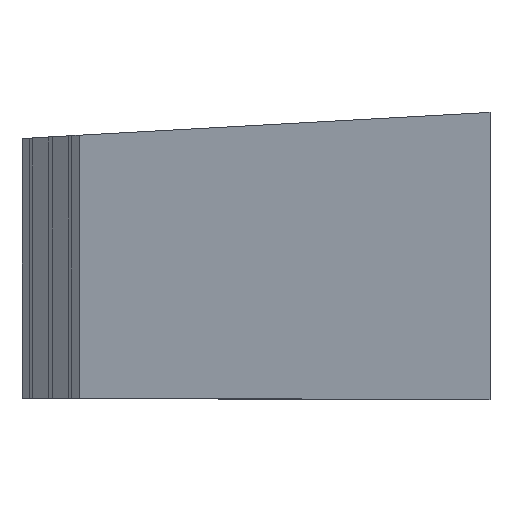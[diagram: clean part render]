
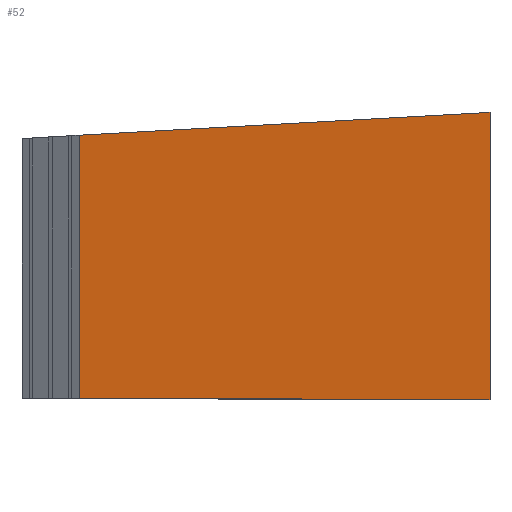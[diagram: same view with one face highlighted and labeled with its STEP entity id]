
A CAD part, top view. The second image highlights one B-rep face of the part: STEP entity #52.
In plain terms, the highlighted planar face has unit normal (0.851, 0, 0.526).
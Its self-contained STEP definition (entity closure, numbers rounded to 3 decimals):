
#52 = ADVANCED_FACE('',(#53),#67,.T.);
#53 = FACE_BOUND('',#54,.T.);
#54 = EDGE_LOOP('',(#55,#88,#114,#140));
#55 = ORIENTED_EDGE('',*,*,#56,.F.);
#56 = EDGE_CURVE('',#57,#59,#61,.T.);
#57 = VERTEX_POINT('',#58);
#58 = CARTESIAN_POINT('',(12634.907,641.934,
    2940.044));
#59 = VERTEX_POINT('',#60);
#60 = CARTESIAN_POINT('',(12634.907,0.,2940.044));
#61 = SURFACE_CURVE('',#62,(#66,#77),.PCURVE_S1.);
#62 = LINE('',#63,#64);
#63 = CARTESIAN_POINT('',(12634.907,0.,2940.044));
#64 = VECTOR('',#65,1.);
#65 = DIRECTION('',(0.,-1.,0.));
#66 = PCURVE('',#67,#72);
#67 = PLANE('',#68);
#68 = AXIS2_PLACEMENT_3D('',#69,#70,#71);
#69 = CARTESIAN_POINT('',(10457.485,0.,6463.149));
#70 = DIRECTION('',(0.851,0.,0.526));
#71 = DIRECTION('',(0.,-1.,0.));
#72 = DEFINITIONAL_REPRESENTATION('',(#73),#76);
#73 = B_SPLINE_CURVE_WITH_KNOTS('',1,(#74,#75),.UNSPECIFIED.,.F.,.F.,(2,
    2),(-12000000.,12000000.),.PIECEWISE_BEZIER_KNOTS.);
#74 = CARTESIAN_POINT('',(-12000000.,4141.67));
#75 = CARTESIAN_POINT('',(12000000.,4141.67));
#76 = ( GEOMETRIC_REPRESENTATION_CONTEXT(2) 
PARAMETRIC_REPRESENTATION_CONTEXT() REPRESENTATION_CONTEXT('2D SPACE',''
  ) );
#77 = PCURVE('',#78,#83);
#78 = PLANE('',#79);
#79 = AXIS2_PLACEMENT_3D('',#80,#81,#82);
#80 = CARTESIAN_POINT('',(1262.825,0.,-2594.694));
#81 = DIRECTION('',(0.438,0.,-0.899));
#82 = DIRECTION('',(0.,-1.,0.));
#83 = DEFINITIONAL_REPRESENTATION('',(#84),#87);
#84 = B_SPLINE_CURVE_WITH_KNOTS('',1,(#85,#86),.UNSPECIFIED.,.F.,.F.,(2,
    2),(-12000000.,12000000.),.PIECEWISE_BEZIER_KNOTS.);
#85 = CARTESIAN_POINT('',(-12000000.,-12647.433));
#86 = CARTESIAN_POINT('',(12000000.,-12647.433));
#87 = ( GEOMETRIC_REPRESENTATION_CONTEXT(2) 
PARAMETRIC_REPRESENTATION_CONTEXT() REPRESENTATION_CONTEXT('2D SPACE',''
  ) );
#88 = ORIENTED_EDGE('',*,*,#89,.T.);
#89 = EDGE_CURVE('',#57,#90,#92,.T.);
#90 = VERTEX_POINT('',#91);
#91 = CARTESIAN_POINT('',(11716.172,588.423,
    4426.573));
#92 = SURFACE_CURVE('',#93,(#97,#103),.PCURVE_S1.);
#93 = LINE('',#94,#95);
#94 = CARTESIAN_POINT('',(9586.019,464.356,
    7873.196));
#95 = VECTOR('',#96,1.);
#96 = DIRECTION('',(-0.525,-0.031,0.85));
#97 = PCURVE('',#67,#98);
#98 = DEFINITIONAL_REPRESENTATION('',(#99),#102);
#99 = B_SPLINE_CURVE_WITH_KNOTS('',1,(#100,#101),.UNSPECIFIED.,.F.,.F.,(
    2,2),(-5976.837,-3878.826),
  .PIECEWISE_BEZIER_KNOTS.);
#100 = CARTESIAN_POINT('',(-647.285,4316.423));
#101 = CARTESIAN_POINT('',(-583.072,2219.394));
#102 = ( GEOMETRIC_REPRESENTATION_CONTEXT(2) 
PARAMETRIC_REPRESENTATION_CONTEXT() REPRESENTATION_CONTEXT('2D SPACE',''
  ) );
#103 = PCURVE('',#104,#109);
#104 = PLANE('',#105);
#105 = AXIS2_PLACEMENT_3D('',#106,#107,#108);
#106 = CARTESIAN_POINT('',(-11761.655,-779.004,
    -3433.355));
#107 = DIRECTION('',(0.058,-0.998,0.));
#108 = DIRECTION('',(0.,0.,-1.));
#109 = DEFINITIONAL_REPRESENTATION('',(#110),#113);
#110 = B_SPLINE_CURVE_WITH_KNOTS('',1,(#111,#112),.UNSPECIFIED.,.F.,.F.,
  (2,2),(-5976.837,-3878.826),
  .PIECEWISE_BEZIER_KNOTS.);
#111 = CARTESIAN_POINT('',(-6224.746,24529.937));
#112 = CARTESIAN_POINT('',(-8008.581,23425.586));
#113 = ( GEOMETRIC_REPRESENTATION_CONTEXT(2) 
PARAMETRIC_REPRESENTATION_CONTEXT() REPRESENTATION_CONTEXT('2D SPACE',''
  ) );
#114 = ORIENTED_EDGE('',*,*,#115,.T.);
#115 = EDGE_CURVE('',#90,#116,#118,.T.);
#116 = VERTEX_POINT('',#117);
#117 = CARTESIAN_POINT('',(11716.172,0.,4426.573));
#118 = SURFACE_CURVE('',#119,(#123,#129),.PCURVE_S1.);
#119 = LINE('',#120,#121);
#120 = CARTESIAN_POINT('',(11716.172,0.,4426.573));
#121 = VECTOR('',#122,1.);
#122 = DIRECTION('',(0.,-1.,0.));
#123 = PCURVE('',#67,#124);
#124 = DEFINITIONAL_REPRESENTATION('',(#125),#128);
#125 = B_SPLINE_CURVE_WITH_KNOTS('',1,(#126,#127),.UNSPECIFIED.,.F.,.F.,
  (2,2),(-12000000.,12000000.),.PIECEWISE_BEZIER_KNOTS.);
#126 = CARTESIAN_POINT('',(-12000000.,2394.146));
#127 = CARTESIAN_POINT('',(12000000.,2394.146));
#128 = ( GEOMETRIC_REPRESENTATION_CONTEXT(2) 
PARAMETRIC_REPRESENTATION_CONTEXT() REPRESENTATION_CONTEXT('2D SPACE',''
  ) );
#129 = PCURVE('',#130,#135);
#130 = PLANE('',#131);
#131 = AXIS2_PLACEMENT_3D('',#132,#133,#134);
#132 = CARTESIAN_POINT('',(2201.108,0.,-2870.248));
#133 = DIRECTION('',(0.609,0.,-0.794));
#134 = DIRECTION('',(0.,-1.,0.));
#135 = DEFINITIONAL_REPRESENTATION('',(#136),#139);
#136 = B_SPLINE_CURVE_WITH_KNOTS('',1,(#137,#138),.UNSPECIFIED.,.F.,.F.,
  (2,2),(-12000000.,12000000.),.PIECEWISE_BEZIER_KNOTS.);
#137 = CARTESIAN_POINT('',(-12000000.,-11990.832));
#138 = CARTESIAN_POINT('',(12000000.,-11990.832));
#139 = ( GEOMETRIC_REPRESENTATION_CONTEXT(2) 
PARAMETRIC_REPRESENTATION_CONTEXT() REPRESENTATION_CONTEXT('2D SPACE',''
  ) );
#140 = ORIENTED_EDGE('',*,*,#141,.T.);
#141 = EDGE_CURVE('',#116,#59,#142,.T.);
#142 = SURFACE_CURVE('',#143,(#147,#153),.PCURVE_S1.);
#143 = LINE('',#144,#145);
#144 = CARTESIAN_POINT('',(12134.544,0.,3749.64));
#145 = VECTOR('',#146,1.);
#146 = DIRECTION('',(0.526,0.,-0.851));
#147 = PCURVE('',#67,#148);
#148 = DEFINITIONAL_REPRESENTATION('',(#149),#152);
#149 = B_SPLINE_CURVE_WITH_KNOTS('',1,(#150,#151),.UNSPECIFIED.,.F.,.F.,
  (2,2),(-970.537,1126.492),.PIECEWISE_BEZIER_KNOTS.);
#150 = CARTESIAN_POINT('',(0.,2219.394));
#151 = CARTESIAN_POINT('',(0.,4316.423));
#152 = ( GEOMETRIC_REPRESENTATION_CONTEXT(2) 
PARAMETRIC_REPRESENTATION_CONTEXT() REPRESENTATION_CONTEXT('2D SPACE',''
  ) );
#153 = PCURVE('',#154,#159);
#154 = PLANE('',#155);
#155 = AXIS2_PLACEMENT_3D('',#156,#157,#158);
#156 = CARTESIAN_POINT('',(0.,0.,-7500.));
#157 = DIRECTION('',(0.,-1.,-0.));
#158 = DIRECTION('',(1.,0.,0.));
#159 = DEFINITIONAL_REPRESENTATION('',(#160),#163);
#160 = B_SPLINE_CURVE_WITH_KNOTS('',1,(#161,#162),.UNSPECIFIED.,.F.,.F.,
  (2,2),(-970.537,1126.492),.PIECEWISE_BEZIER_KNOTS.);
#161 = CARTESIAN_POINT('',(11624.299,12075.226));
#162 = CARTESIAN_POINT('',(12726.78,10291.392));
#163 = ( GEOMETRIC_REPRESENTATION_CONTEXT(2) 
PARAMETRIC_REPRESENTATION_CONTEXT() REPRESENTATION_CONTEXT('2D SPACE',''
  ) );
